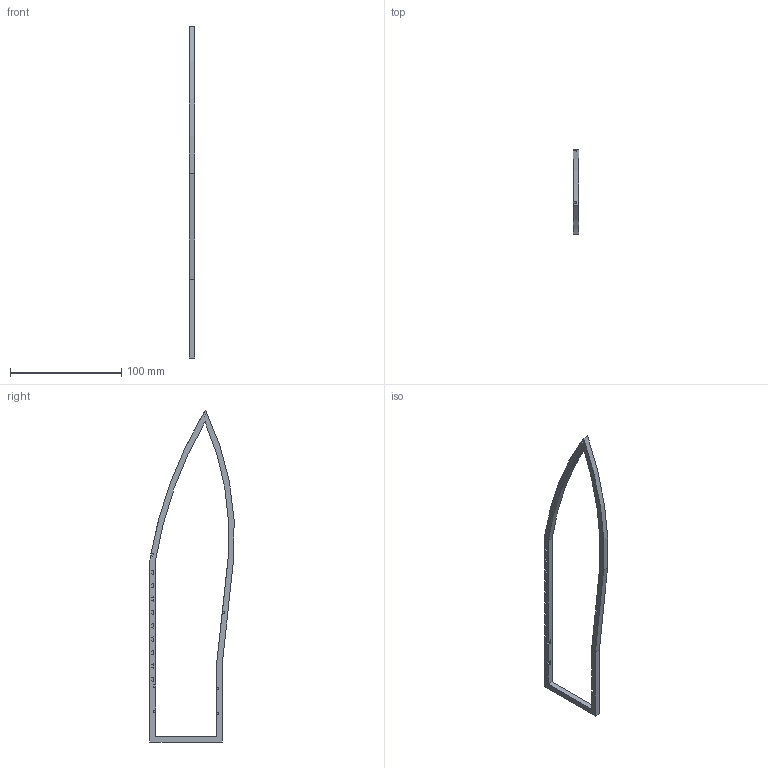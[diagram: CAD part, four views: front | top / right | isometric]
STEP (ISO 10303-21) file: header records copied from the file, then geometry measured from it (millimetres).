
FILE_DESCRIPTION(/* description */ (''),/* implementation_level */ '2;1');
FILE_NAME(/* name */ '29ed611c-3365-45ab-b8fa-8eaef3e0ec81.stp',/* time_stamp */ '2019-01-08T13:18:15+00:00',/* author */ (''),/* organization */ (''),/* preprocessor_version */ 'ST-DEVELOPER v17.2',/* originating_system */ 'Autodesk Translation Framework v7.6.0.251',/* authorisation */ '');
FILE_SCHEMA (('AUTOMOTIVE_DESIGN { 1 0 10303 214 3 1 1 }'));
Length unit declared in the file: millimetre
Products named in the file (1): body side mirrored v3
Bounding box: 5 x 75.48 x 297.91 mm (x, y, z)
Volume: 16045.4 mm3; surface area: 13331.5 mm2
Topology: 1 solids, 1 shells, 78 faces, 228 edges, 152 vertices
Faces by surface type: plane 74, cylinder 4
Entity records: 2592 total; most frequent: CARTESIAN_POINT 459, ORIENTED_EDGE 456, DIRECTION 402, EDGE_CURVE 228, LINE 212, VECTOR 212, VERTEX_POINT 152, AXIS2_PLACEMENT_3D 95
